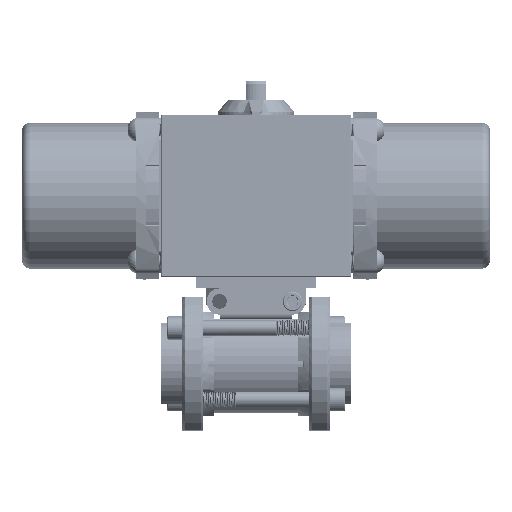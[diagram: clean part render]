
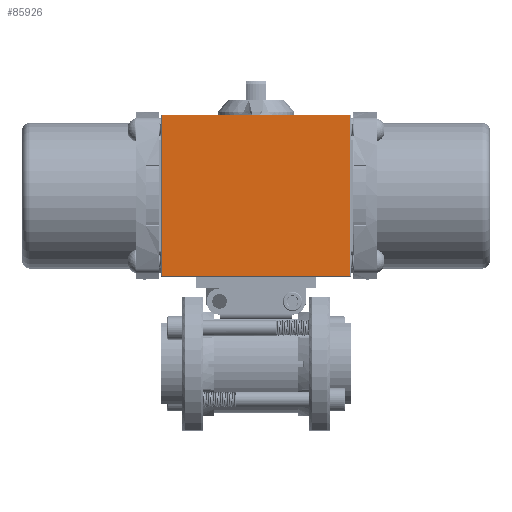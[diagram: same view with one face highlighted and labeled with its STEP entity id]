
A CAD part, top view. The second image highlights one B-rep face of the part: STEP entity #85926.
In plain terms, the highlighted planar face has unit normal (0, 0, 1).
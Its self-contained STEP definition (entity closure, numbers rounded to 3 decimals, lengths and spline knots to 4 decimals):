
#6149 = LINE ( 'NONE', #68828, #118995 ) ;
#18038 = VERTEX_POINT ( 'NONE', #144422 ) ;
#18077 = FACE_OUTER_BOUND ( 'NONE', #147933, .T. ) ;
#18536 = VECTOR ( 'NONE', #43559, 39.3701 ) ;
#31402 = CARTESIAN_POINT ( 'NONE',  ( 2.251, 5.954, 1.55 ) ) ;
#41463 = VERTEX_POINT ( 'NONE', #74691 ) ;
#43559 = DIRECTION ( 'NONE',  ( 1., 0., 0. ) ) ;
#46128 = DIRECTION ( 'NONE',  ( 0., 1., 0. ) ) ;
#51947 = DIRECTION ( 'NONE',  ( 0., 0., -1. ) ) ;
#58940 = EDGE_CURVE ( 'NONE', #18038, #68102, #61239, .T. ) ;
#60983 = CARTESIAN_POINT ( 'NONE',  ( 2.251, 5.974, 1.55 ) ) ;
#61239 = LINE ( 'NONE', #60983, #98903 ) ;
#62364 = EDGE_CURVE ( 'NONE', #41463, #18038, #126921, .T. ) ;
#68102 = VERTEX_POINT ( 'NONE', #31402 ) ;
#68828 = CARTESIAN_POINT ( 'NONE',  ( -2.275, 5.954, 1.55 ) ) ;
#74691 = CARTESIAN_POINT ( 'NONE',  ( -2.255, 2.094, 1.55 ) ) ;
#79800 = CARTESIAN_POINT ( 'NONE',  ( -2.275, 5.974, 1.55 ) ) ;
#81015 = ORIENTED_EDGE ( 'NONE', *, *, #58940, .T. ) ;
#85926 = ADVANCED_FACE ( 'NONE', ( #18077 ), #122427, .F. ) ;
#86292 = EDGE_CURVE ( 'NONE', #112301, #41463, #86567, .T. ) ;
#86567 = LINE ( 'NONE', #87710, #157336 ) ;
#87710 = CARTESIAN_POINT ( 'NONE',  ( -2.255, 2.074, 1.55 ) ) ;
#90854 = AXIS2_PLACEMENT_3D ( 'NONE', #79800, #51947, #150842 ) ;
#98903 = VECTOR ( 'NONE', #46128, 39.3701 ) ;
#100719 = ORIENTED_EDGE ( 'NONE', *, *, #136582, .T. ) ;
#101958 = DIRECTION ( 'NONE',  ( 0., -1., 0. ) ) ;
#112301 = VERTEX_POINT ( 'NONE', #177889 ) ;
#118995 = VECTOR ( 'NONE', #167749, 39.3701 ) ;
#122427 = PLANE ( 'NONE',  #90854 ) ;
#126921 = LINE ( 'NONE', #156738, #18536 ) ;
#136582 = EDGE_CURVE ( 'NONE', #68102, #112301, #6149, .T. ) ;
#138335 = ORIENTED_EDGE ( 'NONE', *, *, #62364, .T. ) ;
#141899 = ORIENTED_EDGE ( 'NONE', *, *, #86292, .T. ) ;
#144422 = CARTESIAN_POINT ( 'NONE',  ( 2.251, 2.094, 1.55 ) ) ;
#147933 = EDGE_LOOP ( 'NONE', ( #81015, #100719, #141899, #138335 ) ) ;
#150842 = DIRECTION ( 'NONE',  ( 0., -1., 0. ) ) ;
#156738 = CARTESIAN_POINT ( 'NONE',  ( -2.275, 2.094, 1.55 ) ) ;
#157336 = VECTOR ( 'NONE', #101958, 39.3701 ) ;
#167749 = DIRECTION ( 'NONE',  ( -1., 0., 0. ) ) ;
#177889 = CARTESIAN_POINT ( 'NONE',  ( -2.255, 5.954, 1.55 ) ) ;
